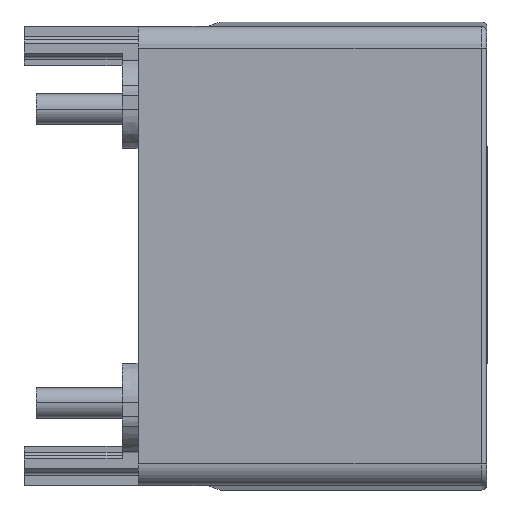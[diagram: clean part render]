
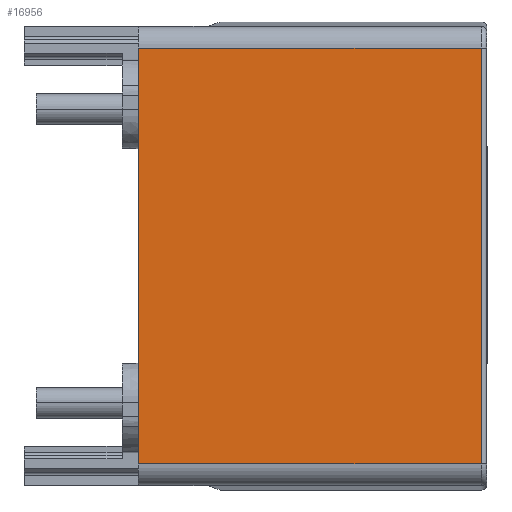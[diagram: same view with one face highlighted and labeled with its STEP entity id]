
A CAD part, left-side view. The second image highlights one B-rep face of the part: STEP entity #16956.
In plain terms, the highlighted planar face has unit normal (-1, 0, 0).
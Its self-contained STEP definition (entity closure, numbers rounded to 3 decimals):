
#3472=DIRECTION('',(0.,0.,-1.));
#3473=VECTOR('',#3472,38.2);
#3474=CARTESIAN_POINT('',(-33.,32.,19.1));
#3475=LINE('',#3474,#3473);
#6294=DIRECTION('',(0.,0.,-1.));
#6295=VECTOR('',#6294,38.2);
#6296=CARTESIAN_POINT('',(-33.,0.5,19.1));
#6297=LINE('',#6296,#6295);
#6298=DIRECTION('',(0.,-1.,0.));
#6299=VECTOR('',#6298,31.5);
#6300=CARTESIAN_POINT('',(-33.,32.,-19.1));
#6301=LINE('',#6300,#6299);
#6302=DIRECTION('',(0.,-1.,0.));
#6303=VECTOR('',#6302,31.5);
#6304=CARTESIAN_POINT('',(-33.,32.,19.1));
#6305=LINE('',#6304,#6303);
#6889=CARTESIAN_POINT('',(-33.,32.,-19.1));
#6891=VERTEX_POINT('',#6889);
#6893=CARTESIAN_POINT('',(-33.,32.,19.1));
#6894=VERTEX_POINT('',#6893);
#6942=CARTESIAN_POINT('',(-33.,0.5,19.1));
#6944=VERTEX_POINT('',#6942);
#6947=CARTESIAN_POINT('',(-33.,0.5,-19.1));
#6948=VERTEX_POINT('',#6947);
#16945=CARTESIAN_POINT('',(-33.,0.,-21.1));
#16946=DIRECTION('',(-1.,0.,0.));
#16947=DIRECTION('',(0.,0.,1.));
#16948=AXIS2_PLACEMENT_3D('',#16945,#16946,#16947);
#16949=PLANE('',#16948);
#16950=ORIENTED_EDGE('',*,*,#12698,.T.);
#16951=ORIENTED_EDGE('',*,*,#12729,.F.);
#16952=ORIENTED_EDGE('',*,*,#13208,.F.);
#16953=ORIENTED_EDGE('',*,*,#16937,.T.);
#16954=EDGE_LOOP('',(#16950,#16951,#16952,#16953));
#16955=FACE_OUTER_BOUND('',#16954,.F.);
#16956=ADVANCED_FACE('',(#16955),#16949,.T.);
#12698=EDGE_CURVE('',#6944,#6948,#6297,.T.);
#12729=EDGE_CURVE('',#6891,#6948,#6301,.T.);
#13208=EDGE_CURVE('',#6894,#6891,#3475,.T.);
#16937=EDGE_CURVE('',#6894,#6944,#6305,.T.);
